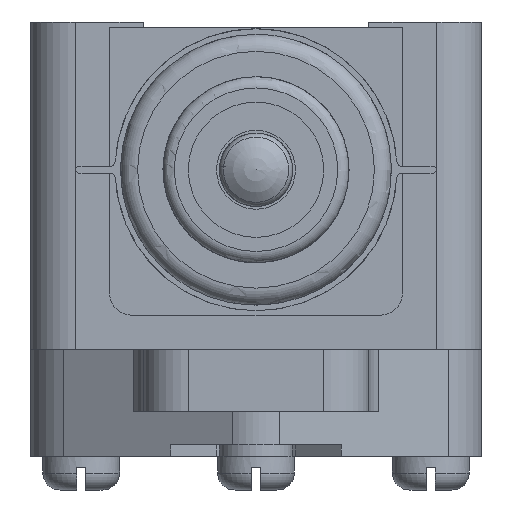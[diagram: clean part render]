
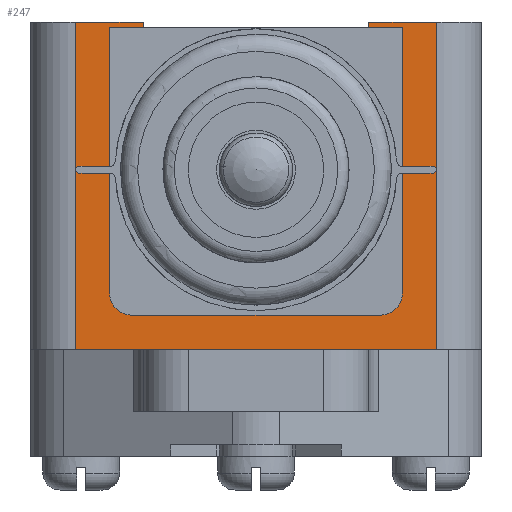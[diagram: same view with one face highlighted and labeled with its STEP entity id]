
A CAD part, front view. The second image highlights one B-rep face of the part: STEP entity #247.
In plain terms, the highlighted face is planar.
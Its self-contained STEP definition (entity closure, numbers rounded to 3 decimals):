
#247=ADVANCED_FACE('',(#2169),#2171,.T.);
#2169=FACE_BOUND('',#2170,.T.);
#2170=EDGE_LOOP('',(#17775,#17776,#17777,#17778,#17779,#17780,#17781,#17782,#17783,
#17784,#17785,#17786,#17787,#17788));
#2171=PLANE('',#2172);
#2172=AXIS2_PLACEMENT_3D('',#2173,#2174,#2175);
#2173=CARTESIAN_POINT('',(16.,0.,-34.));
#2174=DIRECTION('',(0.,0.,-1.));
#2175=DIRECTION('',(-1.,0.,0.));
#17775=ORIENTED_EDGE('',*,*,#19658,.F.);
#17776=ORIENTED_EDGE('',*,*,#19772,.T.);
#17777=ORIENTED_EDGE('',*,*,#19618,.F.);
#17778=ORIENTED_EDGE('',*,*,#19773,.F.);
#17779=ORIENTED_EDGE('',*,*,#19612,.T.);
#17780=ORIENTED_EDGE('',*,*,#19774,.T.);
#17781=ORIENTED_EDGE('',*,*,#19775,.F.);
#17782=ORIENTED_EDGE('',*,*,#19776,.F.);
#17783=ORIENTED_EDGE('',*,*,#19777,.F.);
#17784=ORIENTED_EDGE('',*,*,#19778,.F.);
#17785=ORIENTED_EDGE('',*,*,#19608,.T.);
#17786=ORIENTED_EDGE('',*,*,#19771,.T.);
#17787=ORIENTED_EDGE('',*,*,#19623,.F.);
#17788=ORIENTED_EDGE('',*,*,#19779,.T.);
#19608=EDGE_CURVE('',#20667,#20665,#20668,.T.);
#19612=EDGE_CURVE('',#20675,#20673,#20676,.T.);
#19618=EDGE_CURVE('',#20683,#20685,#20686,.T.);
#19623=EDGE_CURVE('',#20693,#20695,#20696,.T.);
#19658=EDGE_CURVE('',#20763,#20765,#20766,.T.);
#19771=EDGE_CURVE('',#20665,#20695,#20953,.T.);
#19772=EDGE_CURVE('',#20763,#20685,#20954,.T.);
#19773=EDGE_CURVE('',#20675,#20683,#20955,.T.);
#19774=EDGE_CURVE('',#20673,#20956,#20957,.T.);
#19775=EDGE_CURVE('',#20958,#20956,#20959,.T.);
#19776=EDGE_CURVE('',#20960,#20958,#20961,.T.);
#19777=EDGE_CURVE('',#20962,#20960,#20963,.T.);
#19778=EDGE_CURVE('',#20667,#20962,#20964,.T.);
#19779=EDGE_CURVE('',#20693,#20765,#20965,.T.);
#20665=VERTEX_POINT('',#22442);
#20667=VERTEX_POINT('',#22446);
#20668=LINE('',#22447,#22448);
#20673=VERTEX_POINT('',#22458);
#20675=VERTEX_POINT('',#22462);
#20676=LINE('',#22463,#22464);
#20683=VERTEX_POINT('',#22482);
#20685=VERTEX_POINT('',#22486);
#20686=LINE('',#22487,#22488);
#20693=VERTEX_POINT('',#22504);
#20695=VERTEX_POINT('',#22509);
#20696=LINE('',#22510,#22511);
#20763=VERTEX_POINT('',#22760);
#20765=VERTEX_POINT('',#22765);
#20766=LINE('',#22766,#22767);
#20953=LINE('',#23216,#23217);
#20954=LINE('',#23219,#23220);
#20955=LINE('',#23222,#23223);
#20956=VERTEX_POINT('',#23225);
#20957=LINE('',#23226,#23227);
#20958=VERTEX_POINT('',#23229);
#20959=CIRCLE('',#23230,2.);
#20960=VERTEX_POINT('',#23234);
#20961=LINE('',#23235,#23236);
#20962=VERTEX_POINT('',#23238);
#20963=CIRCLE('',#23239,2.);
#20964=LINE('',#23243,#23244);
#20965=LINE('',#23246,#23247);
#22442=CARTESIAN_POINT('',(-10.,0.,-34.));
#22446=CARTESIAN_POINT('',(-13.,0.,-34.));
#22447=CARTESIAN_POINT('',(-13.,0.,-34.));
#22448=VECTOR('',#22449,1.);
#22449=DIRECTION('',(1.,0.,0.));
#22458=CARTESIAN_POINT('',(13.,0.,-34.));
#22462=CARTESIAN_POINT('',(10.,0.,-34.));
#22463=CARTESIAN_POINT('',(10.,0.,-34.));
#22464=VECTOR('',#22465,1.);
#22465=DIRECTION('',(1.,0.,0.));
#22482=CARTESIAN_POINT('',(10.,-0.5,-34.));
#22486=CARTESIAN_POINT('',(16.,-0.5,-34.));
#22487=CARTESIAN_POINT('',(10.,-0.5,-34.));
#22488=VECTOR('',#22489,1.);
#22489=DIRECTION('',(1.,0.,0.));
#22504=CARTESIAN_POINT('',(-16.,-0.5,-34.));
#22509=CARTESIAN_POINT('',(-10.,-0.5,-34.));
#22510=CARTESIAN_POINT('',(-16.,-0.5,-34.));
#22511=VECTOR('',#22512,1.);
#22512=DIRECTION('',(1.,0.,0.));
#22760=CARTESIAN_POINT('',(16.,28.5,-34.));
#22765=CARTESIAN_POINT('',(-16.,28.5,-34.));
#22766=CARTESIAN_POINT('',(16.,28.5,-34.));
#22767=VECTOR('',#22768,1.);
#22768=DIRECTION('',(-1.,0.,0.));
#23216=CARTESIAN_POINT('',(-10.,0.,-34.));
#23217=VECTOR('',#23218,1.);
#23218=DIRECTION('',(0.,-1.,0.));
#23219=CARTESIAN_POINT('',(16.,28.5,-34.));
#23220=VECTOR('',#23221,1.);
#23221=DIRECTION('',(0.,-1.,0.));
#23222=CARTESIAN_POINT('',(10.,0.,-34.));
#23223=VECTOR('',#23224,1.);
#23224=DIRECTION('',(0.,-1.,0.));
#23225=CARTESIAN_POINT('',(13.,23.5,-34.));
#23226=CARTESIAN_POINT('',(13.,0.,-34.));
#23227=VECTOR('',#23228,1.);
#23228=DIRECTION('',(0.,1.,0.));
#23229=CARTESIAN_POINT('',(11.,25.5,-34.));
#23230=AXIS2_PLACEMENT_3D('',#23231,#23232,#23233);
#23231=CARTESIAN_POINT('',(11.,23.5,-34.));
#23232=DIRECTION('',(0.,0.,-1.));
#23233=DIRECTION('',(0.,1.,0.));
#23234=CARTESIAN_POINT('',(-11.,25.5,-34.));
#23235=CARTESIAN_POINT('',(-11.,25.5,-34.));
#23236=VECTOR('',#23237,1.);
#23237=DIRECTION('',(1.,0.,0.));
#23238=CARTESIAN_POINT('',(-13.,23.5,-34.));
#23239=AXIS2_PLACEMENT_3D('',#23240,#23241,#23242);
#23240=CARTESIAN_POINT('',(-11.,23.5,-34.));
#23241=DIRECTION('',(0.,0.,-1.));
#23242=DIRECTION('',(-1.,0.,0.));
#23243=CARTESIAN_POINT('',(-13.,0.,-34.));
#23244=VECTOR('',#23245,1.);
#23245=DIRECTION('',(0.,1.,0.));
#23246=CARTESIAN_POINT('',(-16.,-0.5,-34.));
#23247=VECTOR('',#23248,1.);
#23248=DIRECTION('',(0.,1.,0.));
